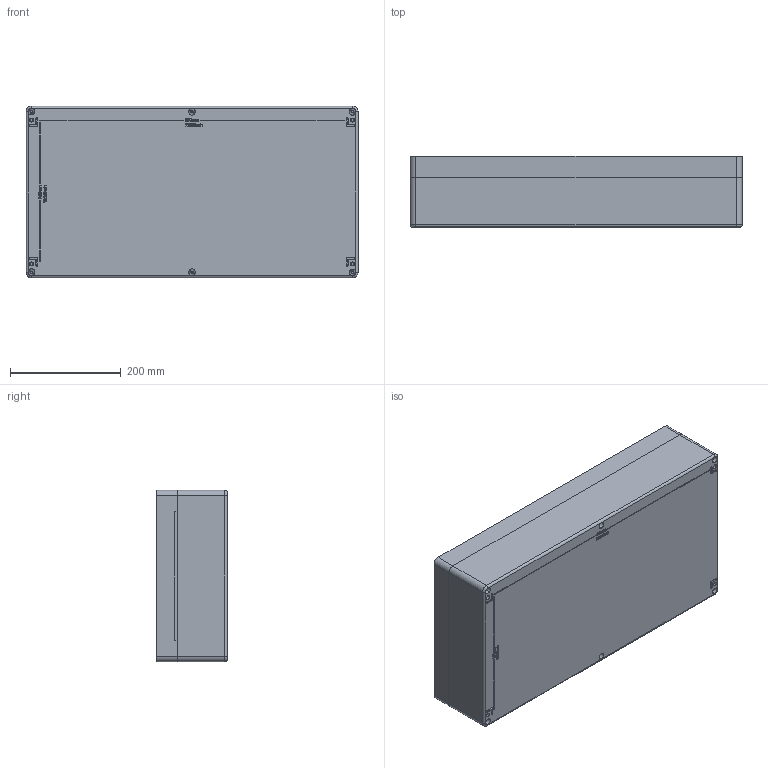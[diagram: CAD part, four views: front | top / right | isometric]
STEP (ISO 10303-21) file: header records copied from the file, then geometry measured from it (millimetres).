
FILE_DESCRIPTION (( 'STEP AP214' ), '1' );
FILE_NAME ('13220000.STEP', '2016-03-17T12:34:04', ( 'Macha' ), ( 'Hewlett-Packard Company' ), 'SwSTEP 2.0', 'SolidWorks 2015', '' );
FILE_SCHEMA (( 'AUTOMOTIVE_DESIGN' ));
Length unit declared in the file: millimetre
Products named in the file (5): 93261; 93117; 08072_Bearbeitung Zeichng. 113-2-080720-01-0; 03072_Bearbeitung nach Zeichn. 01-2-030720-01-0; 13220000
Assembly tree (9 placements, depth 2):
  13220000
    03072_Bearbeitung nach Zeichn. 01-2-030720-01-0
    08072_Bearbeitung Zeichng. 113-2-080720-01-0
    93117
    93261  x6
Bounding box: 600 x 129 x 310 mm (x, y, z)
Volume: 2871957.4 mm3; surface area: 964692.5 mm2
Topology: 10 solids, 10 shells, 1825 faces, 4447 edges, 2765 vertices
Faces by surface type: plane 683, bspline 308, cone 304, cylinder 266, torus 264
Entity records: 70789 total; most frequent: CARTESIAN_POINT 32335, ORIENTED_EDGE 8246, DIRECTION 7193, EDGE_CURVE 4123, AXIS2_PLACEMENT_3D 2674, VERTEX_POINT 2600, LINE 1845, VECTOR 1845
